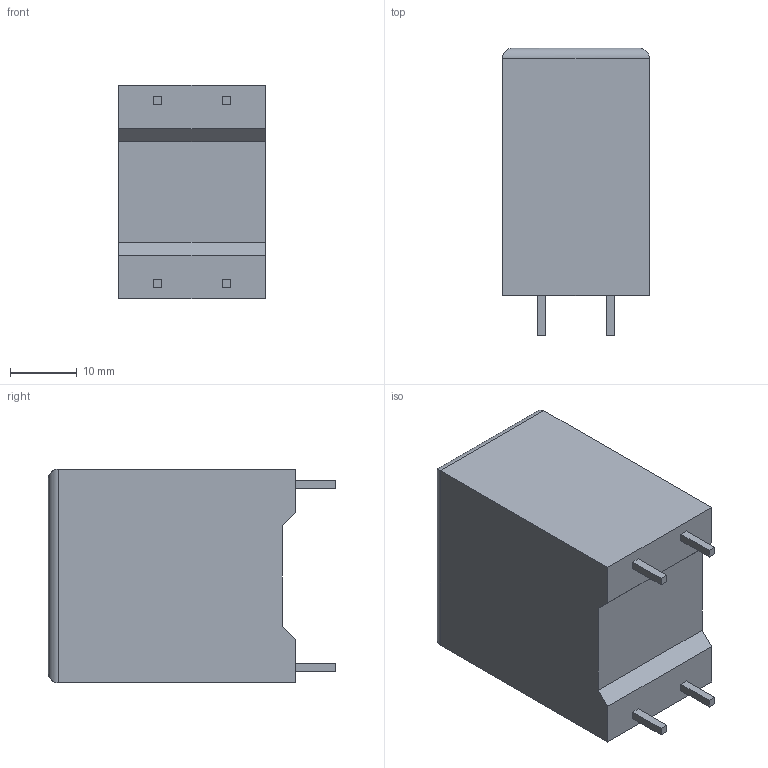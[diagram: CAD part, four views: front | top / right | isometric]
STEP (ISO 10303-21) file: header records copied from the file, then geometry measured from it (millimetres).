
FILE_DESCRIPTION (( 'STEP AP214' ), '1' );
FILE_NAME ('C4ASYBW3150A3GK.STEP', '2015-08-05T11:15:44', ( '' ), ( '' ), 'SwSTEP 2.0', 'SolidWorks 2015', '' );
FILE_SCHEMA (( 'AUTOMOTIVE_DESIGN' ));
Length unit declared in the file: millimetre
Products named in the file (1): C4ASYBW3150A3GK
Bounding box: 22 x 43 x 32 mm (x, y, z)
Volume: 25283.7 mm3; surface area: 5416.8 mm2
Topology: 1 solids, 1 shells, 34 faces, 80 edges, 52 vertices
Faces by surface type: plane 30, cylinder 4
Entity records: 1140 total; most frequent: CARTESIAN_POINT 179, ORIENTED_EDGE 160, DIRECTION 146, EDGE_CURVE 80, LINE 76, VECTOR 76, VERTEX_POINT 52, EDGE_LOOP 38
